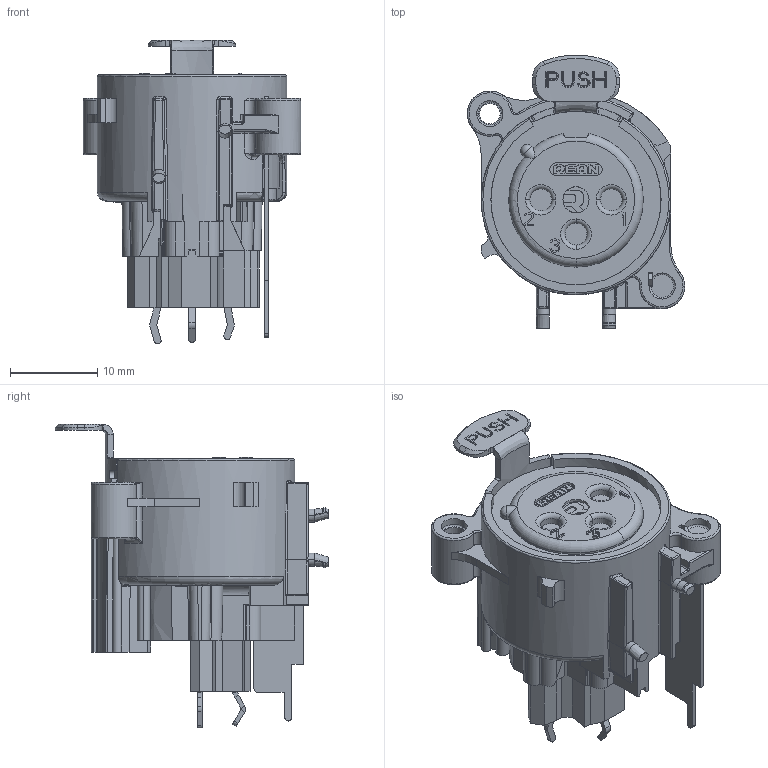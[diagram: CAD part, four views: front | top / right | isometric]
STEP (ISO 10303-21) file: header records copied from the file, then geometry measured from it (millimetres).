
FILE_DESCRIPTION((''),'2;1');
FILE_NAME('RRX3F-AA-022','2024-04-29T15:07:47',('summer.xia'),(''),'CREO PARAMETRIC BY PTC INC, 2023424','CREO PARAMETRIC BY PTC INC, 2023424','');
FILE_SCHEMA(('CONFIG_CONTROL_DESIGN'));
Length unit declared in the file: millimetre
Products named in the file (1): RRX3F-AA-022
Bounding box: 25 x 31.41 x 34.91 mm (x, y, z)
Volume: 7736.8 mm3; surface area: 3877.1 mm2
Topology: 1 solids, 8 shells, 1158 faces, 3205 edges, 2105 vertices
Faces by surface type: plane 757, cylinder 230, torus 52, bspline 48, extrusion 27, cone 25, sphere 19
Entity records: 39835 total; most frequent: CARTESIAN_POINT 10953, ORIENTED_EDGE 6282, DIRECTION 5581, EDGE_CURVE 3141, VECTOR 2175, LINE 2148, VERTEX_POINT 2021, AXIS2_PLACEMENT_3D 1703
